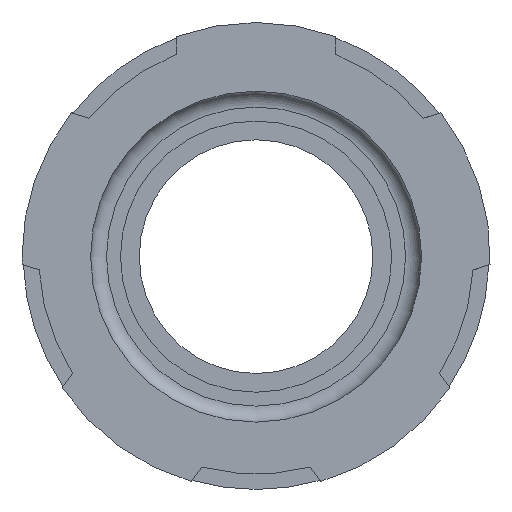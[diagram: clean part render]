
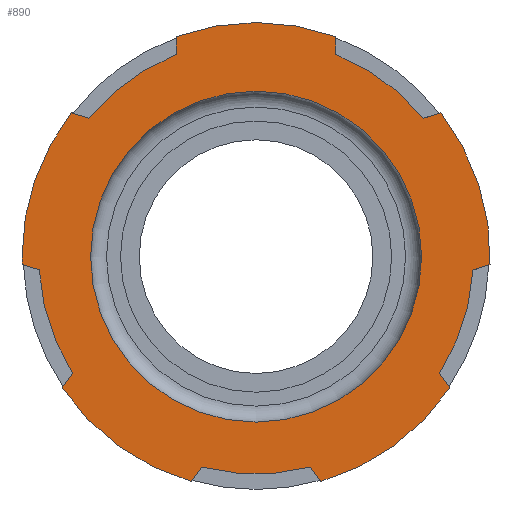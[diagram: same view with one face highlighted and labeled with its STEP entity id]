
A CAD part, left-side view. The second image highlights one B-rep face of the part: STEP entity #890.
In plain terms, the highlighted planar face has unit normal (-1, 0, 0).
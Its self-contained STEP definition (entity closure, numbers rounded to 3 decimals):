
#41=FACE_BOUND('',#205,.T.);
#133=FACE_OUTER_BOUND('',#204,.T.);
#204=EDGE_LOOP('',(#792,#793,#794,#795,#796,#797,#798,#799,#800,#801,#802,
#803,#804,#805,#806,#807,#808,#809,#810,#811,#812));
#205=EDGE_LOOP('',(#813));
#208=LINE('',#1293,#254);
#209=LINE('',#1299,#255);
#214=LINE('',#1316,#260);
#215=LINE('',#1322,#261);
#220=LINE('',#1339,#266);
#221=LINE('',#1345,#267);
#226=LINE('',#1362,#272);
#227=LINE('',#1368,#273);
#230=LINE('',#1382,#276);
#235=LINE('',#1399,#281);
#254=VECTOR('',#1025,10.);
#255=VECTOR('',#1030,10.);
#260=VECTOR('',#1049,10.);
#261=VECTOR('',#1054,10.);
#266=VECTOR('',#1073,10.);
#267=VECTOR('',#1078,10.);
#272=VECTOR('',#1097,10.);
#273=VECTOR('',#1102,10.);
#276=VECTOR('',#1119,10.);
#281=VECTOR('',#1138,10.);
#300=CIRCLE('',#911,54.5);
#305=CIRCLE('',#920,54.5);
#310=CIRCLE('',#929,54.5);
#315=CIRCLE('',#938,54.5);
#321=CIRCLE('',#948,54.5);
#325=CIRCLE('',#954,58.694);
#326=CIRCLE('',#955,58.694);
#327=CIRCLE('',#956,58.694);
#328=CIRCLE('',#957,58.694);
#329=CIRCLE('',#958,58.694);
#330=CIRCLE('',#959,58.694);
#336=CIRCLE('',#968,41.5);
#357=VERTEX_POINT('',#1287);
#359=VERTEX_POINT('',#1291);
#360=VERTEX_POINT('',#1295);
#362=VERTEX_POINT('',#1298);
#365=VERTEX_POINT('',#1310);
#367=VERTEX_POINT('',#1314);
#368=VERTEX_POINT('',#1318);
#370=VERTEX_POINT('',#1321);
#373=VERTEX_POINT('',#1333);
#375=VERTEX_POINT('',#1337);
#376=VERTEX_POINT('',#1341);
#378=VERTEX_POINT('',#1344);
#381=VERTEX_POINT('',#1356);
#383=VERTEX_POINT('',#1360);
#384=VERTEX_POINT('',#1364);
#386=VERTEX_POINT('',#1367);
#388=VERTEX_POINT('',#1378);
#390=VERTEX_POINT('',#1381);
#394=VERTEX_POINT('',#1393);
#395=VERTEX_POINT('',#1397);
#397=VERTEX_POINT('',#1403);
#412=VERTEX_POINT('',#1613);
#445=EDGE_CURVE('',#357,#359,#208,.T.);
#447=EDGE_CURVE('',#362,#360,#209,.T.);
#450=EDGE_CURVE('',#359,#362,#300,.T.);
#456=EDGE_CURVE('',#365,#367,#214,.T.);
#458=EDGE_CURVE('',#370,#368,#215,.T.);
#461=EDGE_CURVE('',#367,#370,#305,.T.);
#467=EDGE_CURVE('',#373,#375,#220,.T.);
#469=EDGE_CURVE('',#378,#376,#221,.T.);
#472=EDGE_CURVE('',#375,#378,#310,.T.);
#478=EDGE_CURVE('',#381,#383,#226,.T.);
#480=EDGE_CURVE('',#386,#384,#227,.T.);
#483=EDGE_CURVE('',#383,#386,#315,.T.);
#487=EDGE_CURVE('',#390,#388,#230,.T.);
#493=EDGE_CURVE('',#394,#390,#321,.T.);
#496=EDGE_CURVE('',#395,#394,#235,.T.);
#499=EDGE_CURVE('',#384,#397,#325,.T.);
#500=EDGE_CURVE('',#388,#381,#326,.T.);
#501=EDGE_CURVE('',#376,#395,#327,.T.);
#502=EDGE_CURVE('',#360,#373,#328,.T.);
#503=EDGE_CURVE('',#368,#357,#329,.T.);
#504=EDGE_CURVE('',#397,#365,#330,.T.);
#520=EDGE_CURVE('',#412,#412,#336,.T.);
#792=ORIENTED_EDGE('',*,*,#447,.T.);
#793=ORIENTED_EDGE('',*,*,#502,.T.);
#794=ORIENTED_EDGE('',*,*,#467,.T.);
#795=ORIENTED_EDGE('',*,*,#472,.T.);
#796=ORIENTED_EDGE('',*,*,#469,.T.);
#797=ORIENTED_EDGE('',*,*,#501,.T.);
#798=ORIENTED_EDGE('',*,*,#496,.T.);
#799=ORIENTED_EDGE('',*,*,#493,.T.);
#800=ORIENTED_EDGE('',*,*,#487,.T.);
#801=ORIENTED_EDGE('',*,*,#500,.T.);
#802=ORIENTED_EDGE('',*,*,#478,.T.);
#803=ORIENTED_EDGE('',*,*,#483,.T.);
#804=ORIENTED_EDGE('',*,*,#480,.T.);
#805=ORIENTED_EDGE('',*,*,#499,.T.);
#806=ORIENTED_EDGE('',*,*,#504,.T.);
#807=ORIENTED_EDGE('',*,*,#456,.T.);
#808=ORIENTED_EDGE('',*,*,#461,.T.);
#809=ORIENTED_EDGE('',*,*,#458,.T.);
#810=ORIENTED_EDGE('',*,*,#503,.T.);
#811=ORIENTED_EDGE('',*,*,#445,.T.);
#812=ORIENTED_EDGE('',*,*,#450,.T.);
#813=ORIENTED_EDGE('',*,*,#520,.T.);
#840=PLANE('',#1013);
#890=ADVANCED_FACE('',(#133,#41),#840,.T.);
#911=AXIS2_PLACEMENT_3D('',#1304,#1035,#1036);
#920=AXIS2_PLACEMENT_3D('',#1327,#1059,#1060);
#929=AXIS2_PLACEMENT_3D('',#1350,#1083,#1084);
#938=AXIS2_PLACEMENT_3D('',#1373,#1107,#1108);
#948=AXIS2_PLACEMENT_3D('',#1394,#1131,#1132);
#954=AXIS2_PLACEMENT_3D('',#1405,#1145,#1146);
#955=AXIS2_PLACEMENT_3D('',#1406,#1147,#1148);
#956=AXIS2_PLACEMENT_3D('',#1407,#1149,#1150);
#957=AXIS2_PLACEMENT_3D('',#1408,#1151,#1152);
#958=AXIS2_PLACEMENT_3D('',#1409,#1153,#1154);
#959=AXIS2_PLACEMENT_3D('',#1410,#1155,#1156);
#968=AXIS2_PLACEMENT_3D('',#1614,#1173,#1174);
#1013=AXIS2_PLACEMENT_3D('',#1889,#1279,#1280);
#1025=DIRECTION('',(0.,-0.588,0.809));
#1030=DIRECTION('',(0.,-0.588,-0.809));
#1035=DIRECTION('center_axis',(-1.,0.,0.));
#1036=DIRECTION('ref_axis',(0.,-1.,0.));
#1049=DIRECTION('',(0.,-0.951,-0.309));
#1054=DIRECTION('',(0.,0.588,-0.809));
#1059=DIRECTION('center_axis',(-1.,0.,0.));
#1060=DIRECTION('ref_axis',(0.,-1.,0.));
#1073=DIRECTION('',(0.,0.588,0.809));
#1078=DIRECTION('',(0.,-0.951,0.309));
#1083=DIRECTION('center_axis',(-1.,0.,0.));
#1084=DIRECTION('ref_axis',(0.,-1.,0.));
#1097=DIRECTION('',(0.,0.,-1.));
#1102=DIRECTION('',(0.,0.951,0.309));
#1107=DIRECTION('center_axis',(-1.,0.,0.));
#1108=DIRECTION('ref_axis',(0.,-1.,0.));
#1119=DIRECTION('',(0.,0.,1.));
#1131=DIRECTION('center_axis',(-1.,0.,0.));
#1132=DIRECTION('ref_axis',(0.,-1.,0.));
#1138=DIRECTION('',(0.,0.951,-0.309));
#1145=DIRECTION('center_axis',(-1.,0.,0.));
#1146=DIRECTION('ref_axis',(0.,0.,-1.));
#1147=DIRECTION('center_axis',(-1.,0.,0.));
#1148=DIRECTION('ref_axis',(0.,0.,-1.));
#1149=DIRECTION('center_axis',(-1.,0.,0.));
#1150=DIRECTION('ref_axis',(0.,0.,-1.));
#1151=DIRECTION('center_axis',(-1.,0.,0.));
#1152=DIRECTION('ref_axis',(0.,0.,-1.));
#1153=DIRECTION('center_axis',(-1.,0.,0.));
#1154=DIRECTION('ref_axis',(0.,0.,-1.));
#1155=DIRECTION('center_axis',(-1.,0.,0.));
#1156=DIRECTION('ref_axis',(0.,0.,-1.));
#1173=DIRECTION('center_axis',(1.,0.,0.));
#1174=DIRECTION('ref_axis',(0.,-1.,0.));
#1279=DIRECTION('center_axis',(-1.,0.,0.));
#1280=DIRECTION('ref_axis',(0.,0.,1.));
#1287=CARTESIAN_POINT('',(6.,16.263,-56.396));
#1291=CARTESIAN_POINT('',(6.,13.628,-52.769));
#1293=CARTESIAN_POINT('',(6.,0.045,-34.073));
#1295=CARTESIAN_POINT('',(6.,-16.246,-56.401));
#1298=CARTESIAN_POINT('',(6.,-13.61,-52.773));
#1299=CARTESIAN_POINT('',(6.,1.289,-32.267));
#1304=CARTESIAN_POINT('Origin',(6.,0.,0.));
#1310=CARTESIAN_POINT('',(6.,58.661,-1.96));
#1314=CARTESIAN_POINT('',(6.,54.397,-3.345));
#1316=CARTESIAN_POINT('',(6.,32.42,-10.486));
#1318=CARTESIAN_POINT('',(6.,48.62,-32.879));
#1321=CARTESIAN_POINT('',(6.,45.985,-29.252));
#1322=CARTESIAN_POINT('',(6.,31.086,-8.745));
#1327=CARTESIAN_POINT('Origin',(6.,0.,0.));
#1333=CARTESIAN_POINT('',(6.,-48.61,-32.895));
#1337=CARTESIAN_POINT('',(6.,-45.975,-29.267));
#1339=CARTESIAN_POINT('',(6.,-32.392,-10.572));
#1341=CARTESIAN_POINT('',(6.,-58.661,-1.978));
#1344=CARTESIAN_POINT('',(6.,-54.396,-3.364));
#1345=CARTESIAN_POINT('',(6.,-30.29,-11.197));
#1350=CARTESIAN_POINT('Origin',(6.,0.,0.));
#1356=CARTESIAN_POINT('',(6.,19.991,55.185));
#1360=CARTESIAN_POINT('',(6.,19.991,50.701));
#1362=CARTESIAN_POINT('',(6.,19.991,27.592));
#1364=CARTESIAN_POINT('',(6.,46.295,36.08));
#1367=CARTESIAN_POINT('',(6.,42.03,34.695));
#1368=CARTESIAN_POINT('',(6.,17.924,26.862));
#1373=CARTESIAN_POINT('Origin',(6.,0.,0.));
#1378=CARTESIAN_POINT('',(6.,-20.009,55.178));
#1381=CARTESIAN_POINT('',(6.,-20.009,50.694));
#1382=CARTESIAN_POINT('',(6.,-20.009,25.347));
#1393=CARTESIAN_POINT('',(6.,-42.042,34.68));
#1394=CARTESIAN_POINT('Origin',(6.,0.,0.));
#1397=CARTESIAN_POINT('',(6.,-46.306,36.066));
#1399=CARTESIAN_POINT('',(6.,-20.064,27.539));
#1403=CARTESIAN_POINT('',(6.,58.694,0.));
#1405=CARTESIAN_POINT('Origin',(6.,0.,0.));
#1406=CARTESIAN_POINT('Origin',(6.,0.,0.));
#1407=CARTESIAN_POINT('Origin',(6.,0.,0.));
#1408=CARTESIAN_POINT('Origin',(6.,0.,0.));
#1409=CARTESIAN_POINT('Origin',(6.,0.,0.));
#1410=CARTESIAN_POINT('Origin',(6.,0.,0.));
#1613=CARTESIAN_POINT('',(6.,41.5,0.));
#1614=CARTESIAN_POINT('Origin',(6.,0.,0.));
#1889=CARTESIAN_POINT('Origin',(6.,0.,0.));
